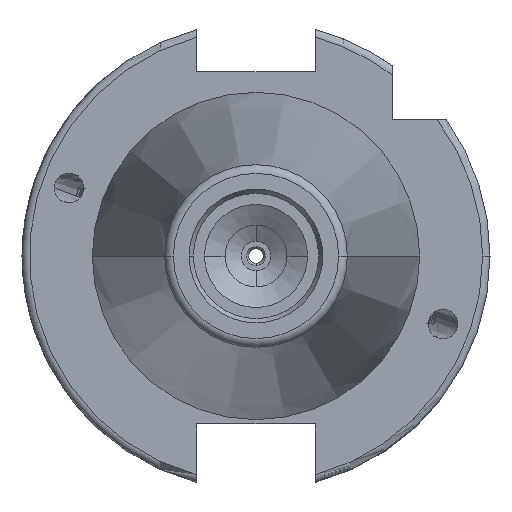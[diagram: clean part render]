
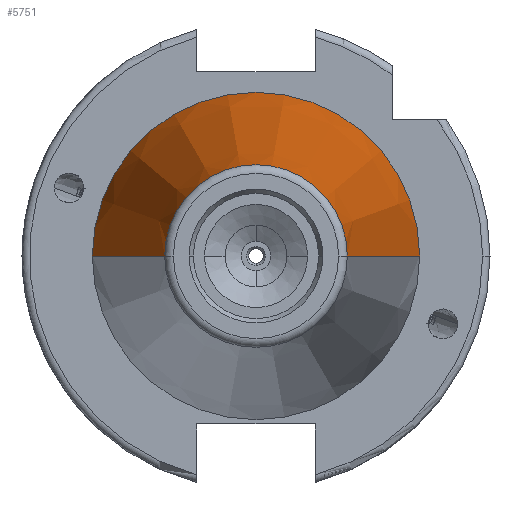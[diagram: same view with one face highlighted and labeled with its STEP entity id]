
A CAD part, left-side view. The second image highlights one B-rep face of the part: STEP entity #5751.
In plain terms, the highlighted conical face has half-angle 8.297 degrees and reference radius 22.225 mm.
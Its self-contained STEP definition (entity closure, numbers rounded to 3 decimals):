
#45 = DIRECTION ( 'NONE',  ( 0., -1., 0. ) ) ;
#186 = DIRECTION ( 'NONE',  ( -1., 0., 0. ) ) ;
#304 = ORIENTED_EDGE ( 'NONE', *, *, #4460, .F. ) ;
#477 = VERTEX_POINT ( 'NONE', #597 ) ;
#537 = ORIENTED_EDGE ( 'NONE', *, *, #3112, .F. ) ;
#597 = CARTESIAN_POINT ( 'NONE',  ( -67.373, 12.4, 0. ) ) ;
#844 = CIRCLE ( 'NONE', #1604, 22.225 ) ;
#1073 = CIRCLE ( 'NONE', #3011, 12.4 ) ;
#1144 = CONICAL_SURFACE ( 'NONE', #1975, 22.225, 0.145 ) ;
#1266 = VECTOR ( 'NONE', #1778, 1000. ) ;
#1362 = DIRECTION ( 'NONE',  ( 0., 1., 0. ) ) ;
#1570 = EDGE_CURVE ( 'NONE', #5453, #2513, #4984, .T. ) ;
#1604 = AXIS2_PLACEMENT_3D ( 'NONE', #5913, #3009, #45 ) ;
#1778 = DIRECTION ( 'NONE',  ( 0.99, -0.144, 0. ) ) ;
#1975 = AXIS2_PLACEMENT_3D ( 'NONE', #3108, #5512, #1362 ) ;
#2035 = CARTESIAN_POINT ( 'NONE',  ( 0., 22.225, 0. ) ) ;
#2169 = ORIENTED_EDGE ( 'NONE', *, *, #1570, .T. ) ;
#2203 = ORIENTED_EDGE ( 'NONE', *, *, #3825, .T. ) ;
#2247 = CARTESIAN_POINT ( 'NONE',  ( 0., 22.225, 0. ) ) ;
#2513 = VERTEX_POINT ( 'NONE', #4549 ) ;
#3009 = DIRECTION ( 'NONE',  ( -1., 0., 0. ) ) ;
#3011 = AXIS2_PLACEMENT_3D ( 'NONE', #3136, #186, #3629 ) ;
#3108 = CARTESIAN_POINT ( 'NONE',  ( 0., 0., 0. ) ) ;
#3112 = EDGE_CURVE ( 'NONE', #477, #3409, #4787, .T. ) ;
#3136 = CARTESIAN_POINT ( 'NONE',  ( -67.373, 0., 0. ) ) ;
#3296 = DIRECTION ( 'NONE',  ( 0.99, 0.144, 0. ) ) ;
#3369 = CARTESIAN_POINT ( 'NONE',  ( -67.373, -12.4, 0. ) ) ;
#3409 = VERTEX_POINT ( 'NONE', #2035 ) ;
#3629 = DIRECTION ( 'NONE',  ( 0., -1., 0. ) ) ;
#3825 = EDGE_CURVE ( 'NONE', #2513, #3409, #844, .T. ) ;
#4460 = EDGE_CURVE ( 'NONE', #5453, #477, #1073, .T. ) ;
#4549 = CARTESIAN_POINT ( 'NONE',  ( 0., -22.225, 0. ) ) ;
#4787 = LINE ( 'NONE', #2247, #5925 ) ;
#4984 = LINE ( 'NONE', #5179, #1266 ) ;
#5179 = CARTESIAN_POINT ( 'NONE',  ( 0., -22.225, 0. ) ) ;
#5203 = FACE_OUTER_BOUND ( 'NONE', #5865, .T. ) ;
#5453 = VERTEX_POINT ( 'NONE', #3369 ) ;
#5512 = DIRECTION ( 'NONE',  ( 1., 0., 0. ) ) ;
#5751 = ADVANCED_FACE ( 'NONE', ( #5203 ), #1144, .T. ) ;
#5865 = EDGE_LOOP ( 'NONE', ( #304, #2169, #2203, #537 ) ) ;
#5913 = CARTESIAN_POINT ( 'NONE',  ( 0., 0., 0. ) ) ;
#5925 = VECTOR ( 'NONE', #3296, 1000. ) ;
